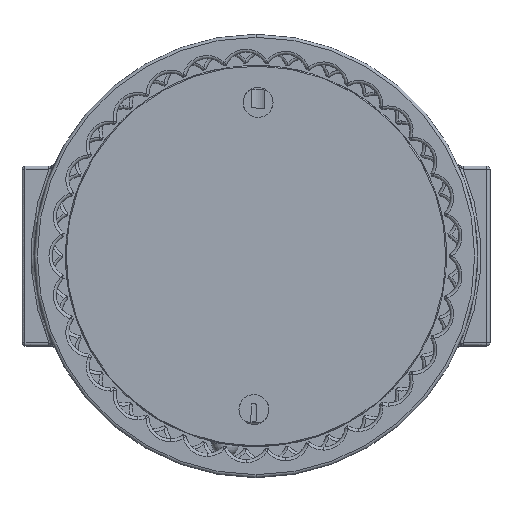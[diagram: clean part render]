
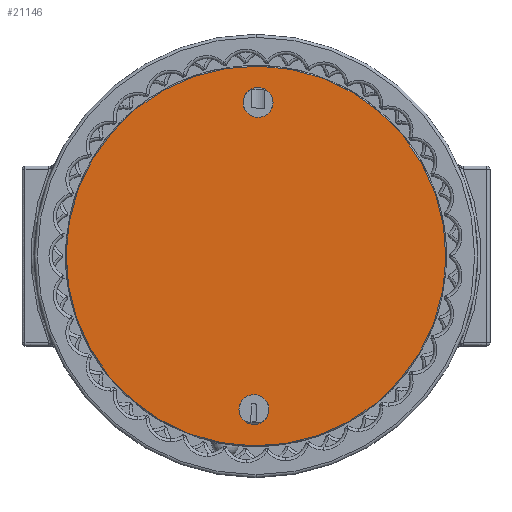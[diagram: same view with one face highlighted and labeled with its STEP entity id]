
A CAD part, front view. The second image highlights one B-rep face of the part: STEP entity #21146.
In plain terms, the highlighted face is planar.
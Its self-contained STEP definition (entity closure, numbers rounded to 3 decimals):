
#59 = DIRECTION ( 'NONE',  ( 0., 1., 0. ) ) ;
#1564 = VERTEX_POINT ( 'NONE', #41663 ) ;
#1587 = FACE_OUTER_BOUND ( 'NONE', #28420, .T. ) ;
#2527 = VERTEX_POINT ( 'NONE', #21362 ) ;
#3253 = AXIS2_PLACEMENT_3D ( 'NONE', #38541, #42462, #46365 ) ;
#3929 = DIRECTION ( 'NONE',  ( 0., 0., -1. ) ) ;
#4187 = CIRCLE ( 'NONE', #48074, 2.5 ) ;
#5147 = CARTESIAN_POINT ( 'NONE',  ( 25.6, 7., -2.5 ) ) ;
#5751 = AXIS2_PLACEMENT_3D ( 'NONE', #46448, #59, #3929 ) ;
#6346 = ORIENTED_EDGE ( 'NONE', *, *, #11979, .F. ) ;
#7634 = VERTEX_POINT ( 'NONE', #13679 ) ;
#10529 = EDGE_CURVE ( 'NONE', #7634, #33856, #4187, .T. ) ;
#11592 = CIRCLE ( 'NONE', #31165, 31.65 ) ;
#11692 = CARTESIAN_POINT ( 'NONE',  ( -25.6, 7., -2.5 ) ) ;
#11979 = EDGE_CURVE ( 'NONE', #1564, #19602, #25145, .T. ) ;
#12025 = CIRCLE ( 'NONE', #5751, 2.5 ) ;
#12197 = CARTESIAN_POINT ( 'NONE',  ( 0., 7., -31.65 ) ) ;
#13171 = EDGE_LOOP ( 'NONE', ( #6346, #47750 ) ) ;
#13679 = CARTESIAN_POINT ( 'NONE',  ( -25.6, 7., 2.5 ) ) ;
#14062 = CIRCLE ( 'NONE', #45103, 31.65 ) ;
#17477 = CARTESIAN_POINT ( 'NONE',  ( 0., 7., 0. ) ) ;
#18283 = FACE_BOUND ( 'NONE', #13171, .T. ) ;
#19094 = EDGE_CURVE ( 'NONE', #33856, #7634, #12025, .T. ) ;
#19602 = VERTEX_POINT ( 'NONE', #5147 ) ;
#21146 = ADVANCED_FACE ( 'NONE', ( #18283, #35037, #1587 ), #34650, .T. ) ;
#21360 = DIRECTION ( 'NONE',  ( 0., 1., 0. ) ) ;
#21362 = CARTESIAN_POINT ( 'NONE',  ( 0., 7., 31.65 ) ) ;
#22557 = CARTESIAN_POINT ( 'NONE',  ( 25.6, 7., 0. ) ) ;
#25145 = CIRCLE ( 'NONE', #46173, 2.5 ) ;
#25260 = DIRECTION ( 'NONE',  ( 0., 0., 1. ) ) ;
#26143 = CARTESIAN_POINT ( 'NONE',  ( 0., 7., 0. ) ) ;
#26286 = EDGE_LOOP ( 'NONE', ( #38520, #40232 ) ) ;
#26483 = DIRECTION ( 'NONE',  ( 0., 1., 0. ) ) ;
#28324 = EDGE_CURVE ( 'NONE', #2527, #39600, #11592, .T. ) ;
#28420 = EDGE_LOOP ( 'NONE', ( #31342, #46153 ) ) ;
#29995 = DIRECTION ( 'NONE',  ( 0., 1., 0. ) ) ;
#30329 = DIRECTION ( 'NONE',  ( 0., 0., 1. ) ) ;
#30869 = AXIS2_PLACEMENT_3D ( 'NONE', #22557, #26483, #30329 ) ;
#31165 = AXIS2_PLACEMENT_3D ( 'NONE', #17477, #21360, #25260 ) ;
#31342 = ORIENTED_EDGE ( 'NONE', *, *, #45672, .T. ) ;
#33856 = VERTEX_POINT ( 'NONE', #11692 ) ;
#33901 = DIRECTION ( 'NONE',  ( 0., 0., 1. ) ) ;
#34650 = PLANE ( 'NONE',  #3253 ) ;
#35037 = FACE_BOUND ( 'NONE', #26286, .T. ) ;
#35064 = EDGE_CURVE ( 'NONE', #19602, #1564, #46157, .T. ) ;
#36749 = CARTESIAN_POINT ( 'NONE',  ( 25.6, 7., 0. ) ) ;
#38520 = ORIENTED_EDGE ( 'NONE', *, *, #10529, .F. ) ;
#38541 = CARTESIAN_POINT ( 'NONE',  ( 0., 7., 0. ) ) ;
#39600 = VERTEX_POINT ( 'NONE', #12197 ) ;
#39775 = CARTESIAN_POINT ( 'NONE',  ( -25.6, 7., 0. ) ) ;
#40232 = ORIENTED_EDGE ( 'NONE', *, *, #19094, .F. ) ;
#40628 = DIRECTION ( 'NONE',  ( 0., 1., 0. ) ) ;
#41663 = CARTESIAN_POINT ( 'NONE',  ( 25.6, 7., 2.5 ) ) ;
#42462 = DIRECTION ( 'NONE',  ( 0., 1., 0. ) ) ;
#43686 = DIRECTION ( 'NONE',  ( 0., 1., 0. ) ) ;
#44552 = DIRECTION ( 'NONE',  ( 0., 0., 1. ) ) ;
#45103 = AXIS2_PLACEMENT_3D ( 'NONE', #26143, #29995, #33901 ) ;
#45672 = EDGE_CURVE ( 'NONE', #39600, #2527, #14062, .T. ) ;
#46153 = ORIENTED_EDGE ( 'NONE', *, *, #28324, .T. ) ;
#46157 = CIRCLE ( 'NONE', #30869, 2.5 ) ;
#46173 = AXIS2_PLACEMENT_3D ( 'NONE', #36749, #40628, #44552 ) ;
#46365 = DIRECTION ( 'NONE',  ( 0., 0., 1. ) ) ;
#46448 = CARTESIAN_POINT ( 'NONE',  ( -25.6, 7., 0. ) ) ;
#47600 = DIRECTION ( 'NONE',  ( 0., 0., -1. ) ) ;
#47750 = ORIENTED_EDGE ( 'NONE', *, *, #35064, .F. ) ;
#48074 = AXIS2_PLACEMENT_3D ( 'NONE', #39775, #43686, #47600 ) ;
